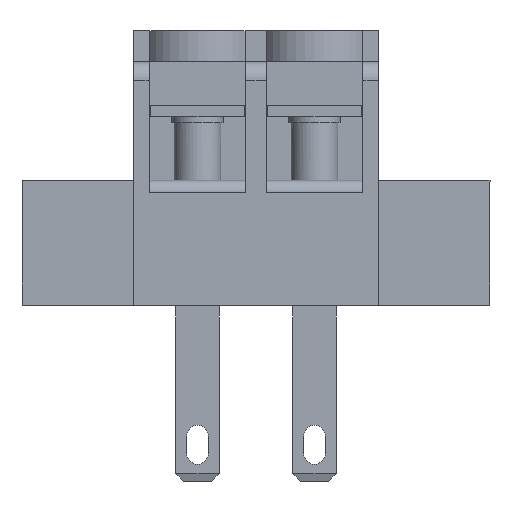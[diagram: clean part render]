
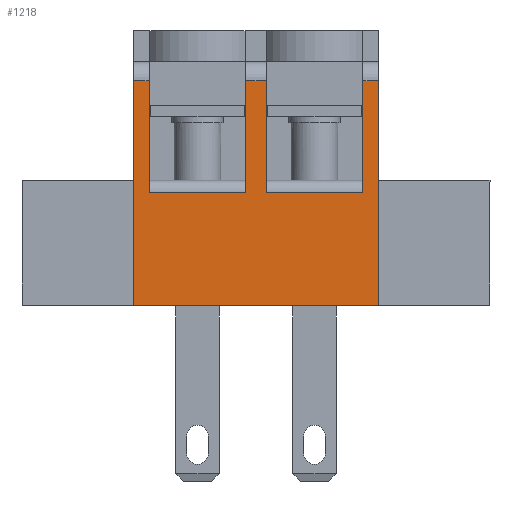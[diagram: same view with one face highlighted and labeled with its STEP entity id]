
A CAD part, front view. The second image highlights one B-rep face of the part: STEP entity #1218.
In plain terms, the highlighted planar face has unit normal (0, -1, 0).
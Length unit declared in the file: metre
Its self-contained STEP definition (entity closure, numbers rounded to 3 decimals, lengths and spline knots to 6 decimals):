
#1218=ADVANCED_FACE('',(#2497),#2498,.T.);
#2497=FACE_OUTER_BOUND('',#3872,.T.);
#2498=PLANE('',#3873);
#3872=EDGE_LOOP('',(#7694,#7695,#7696,#7697,#7698,#7699,#7700,#7701,#7702,#7703,#7704,#7705));
#3873=AXIS2_PLACEMENT_3D('',#7706,#7707,#7708);
#7694=ORIENTED_EDGE('',*,*,#7909,.F.);
#7695=ORIENTED_EDGE('',*,*,#9210,.T.);
#7696=ORIENTED_EDGE('',*,*,#7996,.T.);
#7697=ORIENTED_EDGE('',*,*,#8966,.T.);
#7698=ORIENTED_EDGE('',*,*,#9160,.T.);
#7699=ORIENTED_EDGE('',*,*,#9255,.F.);
#7700=ORIENTED_EDGE('',*,*,#9327,.T.);
#7701=ORIENTED_EDGE('',*,*,#8771,.T.);
#7702=ORIENTED_EDGE('',*,*,#9116,.F.);
#7703=ORIENTED_EDGE('',*,*,#8089,.F.);
#7704=ORIENTED_EDGE('',*,*,#8606,.T.);
#7705=ORIENTED_EDGE('',*,*,#8883,.F.);
#7706=CARTESIAN_POINT('',(-0.03,-0.0012,-0.0086));
#7707=DIRECTION('',(0.,-1.0,0.));
#7708=DIRECTION('',(0.,0.,1.0));
#7909=EDGE_CURVE('',#9500,#9502,#9503,.T.);
#7996=EDGE_CURVE('',#9654,#9658,#9660,.T.);
#8089=EDGE_CURVE('',#9830,#9832,#9833,.T.);
#8606=EDGE_CURVE('',#9830,#10683,#10685,.T.);
#8771=EDGE_CURVE('',#10947,#10945,#10948,.T.);
#8883=EDGE_CURVE('',#9502,#10683,#11107,.T.);
#8966=EDGE_CURVE('',#9658,#11223,#11225,.T.);
#9116=EDGE_CURVE('',#9832,#10945,#11402,.T.);
#9160=EDGE_CURVE('',#11223,#11455,#11456,.T.);
#9210=EDGE_CURVE('',#9500,#9654,#11513,.T.);
#9255=EDGE_CURVE('',#11565,#11455,#11567,.T.);
#9327=EDGE_CURVE('',#11565,#10947,#11646,.T.);
#9500=VERTEX_POINT('',#11914);
#9502=VERTEX_POINT('',#11917);
#9503=LINE('',#11918,#11919);
#9654=VERTEX_POINT('',#12133);
#9658=VERTEX_POINT('',#12138);
#9660=LINE('',#12140,#12141);
#9830=VERTEX_POINT('',#12390);
#9832=VERTEX_POINT('',#12392);
#9833=LINE('',#12393,#12394);
#10683=VERTEX_POINT('',#13759);
#10685=LINE('',#13761,#13762);
#10945=VERTEX_POINT('',#14177);
#10947=VERTEX_POINT('',#14180);
#10948=LINE('',#14181,#14182);
#11107=LINE('',#14453,#14454);
#11223=VERTEX_POINT('',#14663);
#11225=LINE('',#14666,#14667);
#11402=LINE('',#15003,#15004);
#11455=VERTEX_POINT('',#15081);
#11456=LINE('',#15082,#15083);
#11513=LINE('',#15175,#15176);
#11565=VERTEX_POINT('',#15264);
#11567=LINE('',#15266,#15267);
#11646=LINE('',#15381,#15382);
#11914=CARTESIAN_POINT('',(0.0147,-0.0012,-0.0156));
#11917=CARTESIAN_POINT('',(-0.001,-0.0012,-0.0156));
#11918=CARTESIAN_POINT('',(-0.02315,-0.0012,-0.0156));
#11919=VECTOR('',#15577,1.0);
#12133=CARTESIAN_POINT('',(0.0147,-0.0012,-0.0012));
#12138=CARTESIAN_POINT('',(0.0137,-0.0012,-0.0012));
#12140=CARTESIAN_POINT('',(0.0137,-0.0012,-0.0012));
#12141=VECTOR('',#15667,1.0);
#12390=CARTESIAN_POINT('',(0.,-0.0012,-0.0012));
#12392=CARTESIAN_POINT('',(0.,-0.0012,-0.0084));
#12393=CARTESIAN_POINT('',(0.,-0.0012,-0.010584));
#12394=VECTOR('',#15766,1.0);
#13759=CARTESIAN_POINT('',(-0.001,-0.0012,-0.0012));
#13761=CARTESIAN_POINT('',(-0.00065,-0.0012,-0.0012));
#13762=VECTOR('',#16273,1.0);
#14177=CARTESIAN_POINT('',(0.0062,-0.0012,-0.0084));
#14180=CARTESIAN_POINT('',(0.0062,-0.0012,-0.0012));
#14181=CARTESIAN_POINT('',(0.0062,-0.0012,-0.010584));
#14182=VECTOR('',#16428,1.0);
#14453=CARTESIAN_POINT('',(-0.001,-0.0012,0.0011));
#14454=VECTOR('',#16527,1.0);
#14663=CARTESIAN_POINT('',(0.0137,-0.0012,-0.0084));
#14666=CARTESIAN_POINT('',(0.0137,-0.0012,-0.010584));
#14667=VECTOR('',#16611,1.0);
#15003=CARTESIAN_POINT('',(0.,-0.0012,-0.0084));
#15004=VECTOR('',#16705,1.0);
#15081=CARTESIAN_POINT('',(0.0075,-0.0012,-0.0084));
#15082=CARTESIAN_POINT('',(0.0137,-0.0012,-0.0084));
#15083=VECTOR('',#16737,1.0);
#15175=CARTESIAN_POINT('',(0.0147,-0.0012,0.0011));
#15176=VECTOR('',#16765,1.0);
#15264=CARTESIAN_POINT('',(0.0075,-0.0012,-0.0012));
#15266=CARTESIAN_POINT('',(0.0075,-0.0012,-0.010584));
#15267=VECTOR('',#16803,1.0);
#15381=CARTESIAN_POINT('',(0.0062,-0.0012,-0.0012));
#15382=VECTOR('',#16842,1.0);
#15577=DIRECTION('',(-1.0,0.,0.));
#15667=DIRECTION('',(-1.0,0.,0.));
#15766=DIRECTION('',(0.,0.,-1.0));
#16273=DIRECTION('',(-1.0,0.,0.));
#16428=DIRECTION('',(0.,0.,-1.0));
#16527=DIRECTION('',(0.,0.,1.0));
#16611=DIRECTION('',(0.,0.,-1.0));
#16705=DIRECTION('',(1.0,0.,0.));
#16737=DIRECTION('',(-1.0,0.,0.));
#16765=DIRECTION('',(0.,0.,1.0));
#16803=DIRECTION('',(0.,0.,-1.0));
#16842=DIRECTION('',(-1.0,0.,0.));
